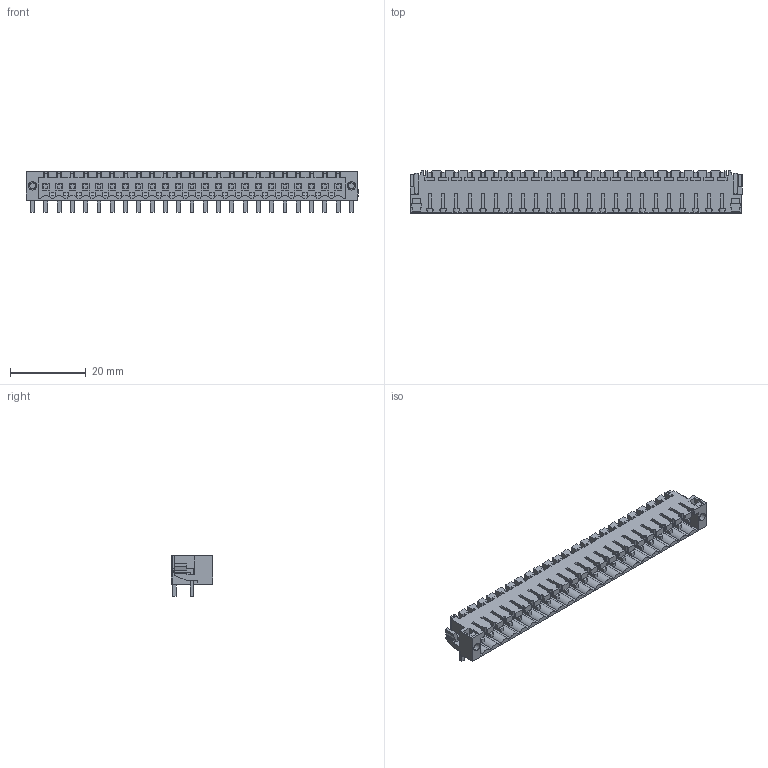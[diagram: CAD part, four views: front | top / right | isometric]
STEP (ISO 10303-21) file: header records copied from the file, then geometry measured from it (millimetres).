
FILE_DESCRIPTION(('CATIA V5 STEP Exchange','CAx-IF Rec.Pracs.--- Model Styling and Organization---1.2---2011-12-15'),'2;1');
FILE_NAME ('D1457222_0_1842060000_1842060000.stp','2018-03-14T12:44:29+00:00',('none'),('Weidmueller'),'CATIA Version 5-6 Release 2014','CATIA V5 STEP AP214','none');
FILE_SCHEMA(('AUTOMOTIVE_DESIGN { 1 0 10303 214 1 1 1 1 }'));
Length unit declared in the file: millimetre
Products named in the file (1): 1842060000
Bounding box: 87.45 x 11.05 x 10.65 mm (x, y, z)
Volume: 3089.7 mm3; surface area: 8313.7 mm2
Topology: 26 solids, 26 shells, 1703 faces, 5168 edges, 3564 vertices
Faces by surface type: plane 1576, cylinder 127
Entity records: 54903 total; most frequent: ORIENTED_EDGE 10336, CARTESIAN_POINT 9686, DIRECTION 7028, EDGE_CURVE 5168, VECTOR 4914, LINE 4914, VERTEX_POINT 3564, EDGE_LOOP 1804
